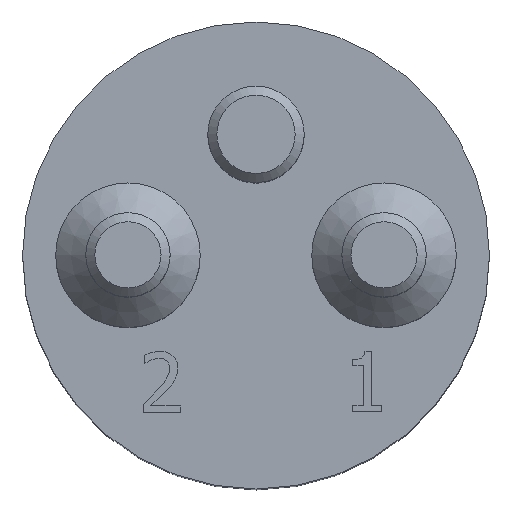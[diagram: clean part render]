
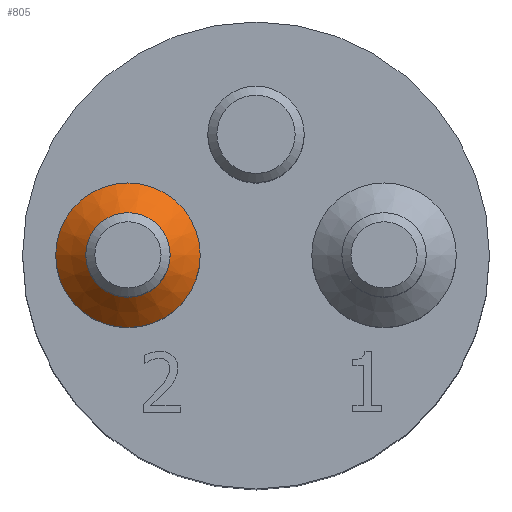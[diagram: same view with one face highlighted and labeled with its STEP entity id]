
A CAD part, top view. The second image highlights one B-rep face of the part: STEP entity #805.
In plain terms, the highlighted conical face has half-angle 45 degrees and reference radius 1.9 mm.
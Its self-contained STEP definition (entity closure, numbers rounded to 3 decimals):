
#22=FACE_BOUND($,#167,.T.);
#46=CIRCLE($,#851,1.4);
#47=CIRCLE($,#852,2.4);
#64=CONICAL_SURFACE($,#850,1.9,45.);
#115=FACE_OUTER_BOUND($,#166,.T.);
#166=EDGE_LOOP($,(#672));
#167=EDGE_LOOP($,(#673));
#406=VERTEX_POINT($,#1438);
#407=VERTEX_POINT($,#1440);
#510=EDGE_CURVE($,#406,#406,#46,.T.);
#511=EDGE_CURVE($,#407,#407,#47,.T.);
#672=ORIENTED_EDGE($,*,*,#510,.T.);
#673=ORIENTED_EDGE($,*,*,#511,.T.);
#805=ADVANCED_FACE($,(#115,#22),#64,.T.);
#850=AXIS2_PLACEMENT_3D($,#1437,#995,#996);
#851=AXIS2_PLACEMENT_3D($,#1439,#997,#998);
#852=AXIS2_PLACEMENT_3D($,#1441,#999,#1000);
#995=DIRECTION('center_axis',(0.,0.,-1.));
#996=DIRECTION('ref_axis',(-1.,0.,0.));
#997=DIRECTION('center_axis',(0.,0.,-1.));
#998=DIRECTION('ref_axis',(-1.,0.,0.));
#999=DIRECTION('center_axis',(0.,0.,1.));
#1000=DIRECTION('ref_axis',(-1.,0.,0.));
#1437=CARTESIAN_POINT('Origin',(-4.25,0.,24.5));
#1438=CARTESIAN_POINT('',(-2.85,0.,25.));
#1439=CARTESIAN_POINT('Origin',(-4.25,0.,25.));
#1440=CARTESIAN_POINT('',(-1.85,0.,24.));
#1441=CARTESIAN_POINT('Origin',(-4.25,0.,24.));
